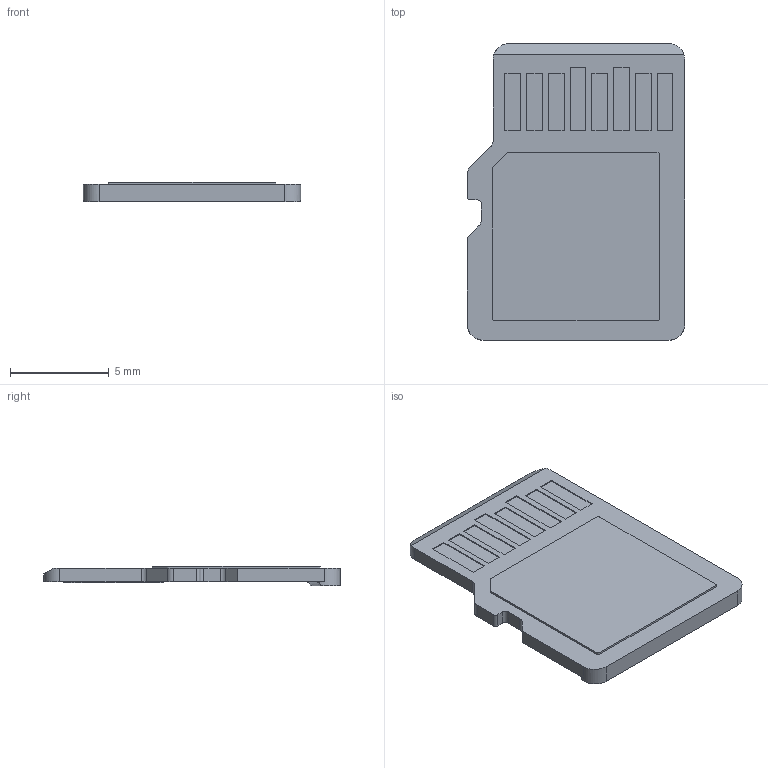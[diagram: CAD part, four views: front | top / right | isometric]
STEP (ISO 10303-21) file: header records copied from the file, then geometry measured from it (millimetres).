
FILE_DESCRIPTION(/* description */ (''),/* implementation_level */ '2;1');
FILE_NAME(/* name */ 'EV-01 micro_sd',/* time_stamp */ '2025-01-14T18:50:25-08:00',/* author */ (''),/* organization */ (''),/* preprocessor_version */ 'ST-DEVELOPER v16.5',/* originating_system */ 'Rhino 7.37',/* authorisation */ '');
FILE_SCHEMA (('CONFIG_CONTROL_DESIGN'));
Length unit declared in the file: millimetre
Products named in the file (1): Document
Bounding box: 11 x 15 x 1 mm (x, y, z)
Volume: 118.6 mm3; surface area: 357.6 mm2
Topology: 1 solids, 1 shells, 151 faces, 402 edges, 268 vertices
Faces by surface type: plane 96, cylinder 49, bspline 6
Entity records: 5174 total; most frequent: CARTESIAN_POINT 1790, ORIENTED_EDGE 804, EDGE_CURVE 402, B_SPLINE_CURVE_WITH_KNOTS 295, VERTEX_POINT 268, EDGE_LOOP 166, ADVANCED_FACE 151, FACE_OUTER_BOUND 151
